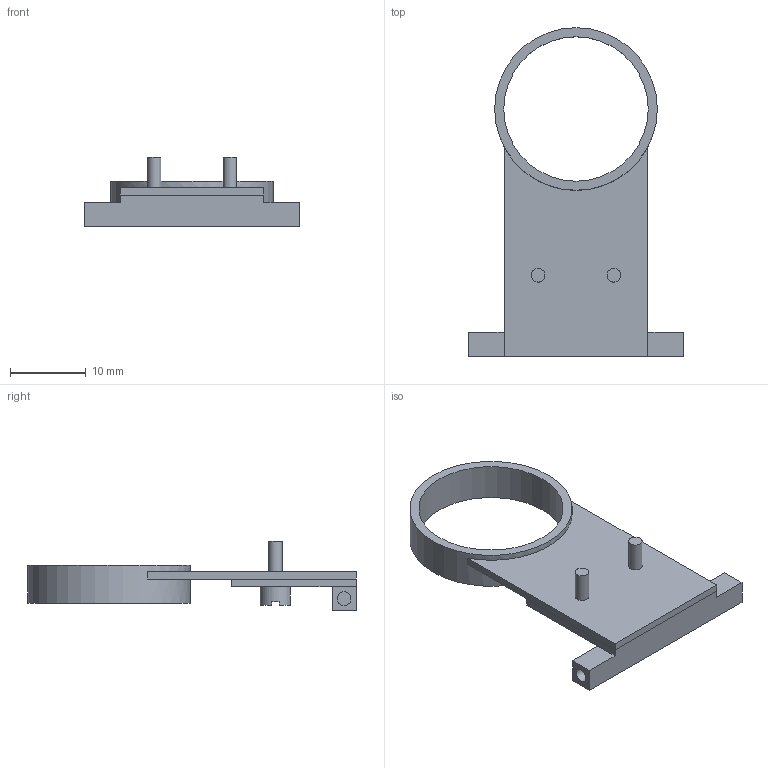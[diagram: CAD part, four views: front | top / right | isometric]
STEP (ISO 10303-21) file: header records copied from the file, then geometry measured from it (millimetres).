
FILE_DESCRIPTION(/* description */ ('ARM1G'),/* implementation_level */ '2;1');
FILE_NAME(/* name */ 'Rear Boiler Support Ring',/* time_stamp */ '2020-05-03T12:09:39+01:00',/* author */ ('Keith Bucklitch'),/* organization */ ('G1MRA'),/* preprocessor_version */ 'ST-DEVELOPER v16.7',/* originating_system */ 'Solid Edge',/* authorisation */ 'Unknown');
FILE_SCHEMA (('AUTOMOTIVE_DESIGN {1 0 10303 214 3 1 1}'));
Length unit declared in the file: millimetre
Products named in the file (4): Rear Boiler Support Ring; Screw, 8BA CH; Sliding support; Flue ring
Assembly tree (4 placements, depth 2):
  Rear Boiler Support Ring
    Screw, 8BA CH  x2
    Sliding support
    Flue ring
Bounding box: 28.5 x 43.45 x 9.2 mm (x, y, z)
Volume: 1457.3 mm3; surface area: 2994.2 mm2
Topology: 4 solids, 4 shells, 53 faces, 118 edges, 78 vertices
Faces by surface type: plane 39, cylinder 14
Full cylindrical faces by diameter (mm): 1.8 x6, 4 x2, 19.1 x1, 21.5 x1
Entity records: 1317 total; most frequent: DIRECTION 218, CARTESIAN_POINT 205, ORIENTED_EDGE 182, EDGE_CURVE 91, AXIS2_PLACEMENT_3D 78, EDGE_LOOP 66, FACE_BOUND 66, VERTEX_POINT 65
